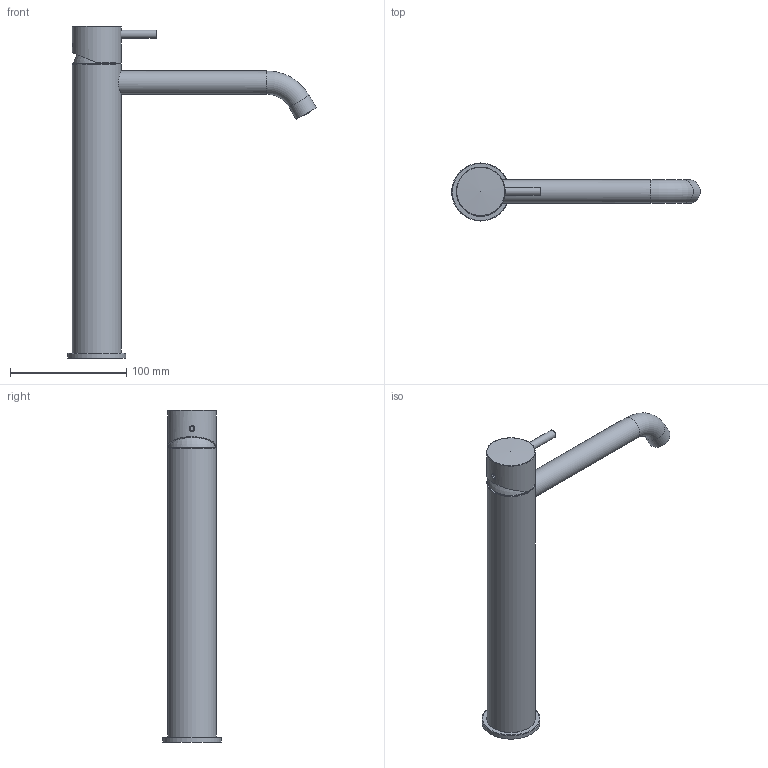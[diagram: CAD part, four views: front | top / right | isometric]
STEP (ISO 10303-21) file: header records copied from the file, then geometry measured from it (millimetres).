
FILE_DESCRIPTION(/* description */ ('Unknown'),/* implementation_level */ '2;1');
FILE_NAME(/* name */ 'CB003HC',/* time_stamp */ '2016-03-15T08:51:38+01:00',/* author */ ('Unknown'),/* organization */ ('Unknown'),/* preprocessor_version */ 'ST-DEVELOPER v16.7',/* originating_system */ 'DEX',/* authorisation */ $);
FILE_SCHEMA (('AUTOMOTIVE_DESIGN {1 0 10303 214 3 1 1}'));
Length unit declared in the file: millimetre
Products named in the file (1): CB003HC
Bounding box: 213.92 x 50 x 285.7 mm (x, y, z)
Surface area: 87393.2 mm2 (no closed solid volume)
Topology: 0 solids, 16 shells, 106 faces, 326 edges, 226 vertices
Faces by surface type: plane 51, cylinder 23, torus 19, cone 10, sphere 2, bspline 1
Full cylindrical faces by diameter (mm): 3.242 x2, 5 x1, 6 x1, 7 x1, 7.5 x1, 11 x1, 13.464 x1, 14.577 x1, 15 x1, 16 x1, 16.75 x1, 19 x1, 20 x2, 35 x1, 37 x1, 37.5 x1, 39 x1, 42 x2, 45 x1, 50 x1
Entity records: 6185 total; most frequent: CARTESIAN_POINT 3240, DIRECTION 574, ORIENTED_EDGE 384, EDGE_CURVE 251, AXIS2_PLACEMENT_3D 244, VERTEX_POINT 202, FACE_BOUND 176, EDGE_LOOP 175
